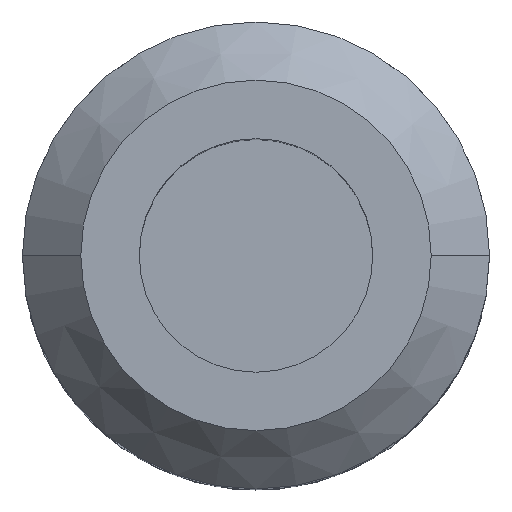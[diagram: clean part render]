
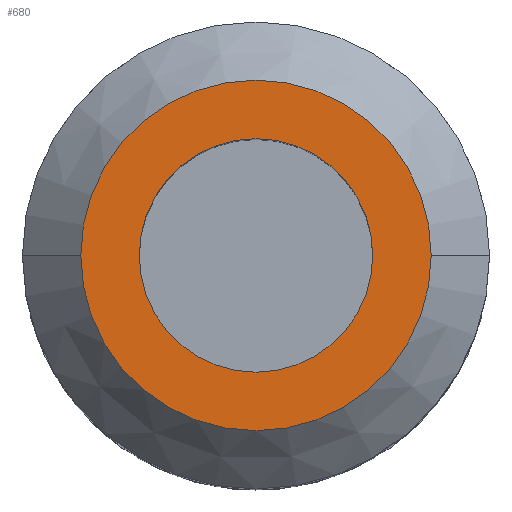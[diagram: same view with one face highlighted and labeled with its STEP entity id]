
A CAD part, top view. The second image highlights one B-rep face of the part: STEP entity #680.
In plain terms, the highlighted planar face has unit normal (0, 0, 1).
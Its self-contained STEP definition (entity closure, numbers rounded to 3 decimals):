
#35 = ORIENTED_EDGE ( 'NONE', *, *, #348, .T. ) ;
#148 = CARTESIAN_POINT ( 'NONE',  ( -23.825, 0., 116.84 ) ) ;
#160 = EDGE_CURVE ( 'NONE', #295, #986, #1085, .T. ) ;
#165 = EDGE_LOOP ( 'NONE', ( #1410, #1399 ) ) ;
#194 = AXIS2_PLACEMENT_3D ( 'NONE', #498, #752, #865 ) ;
#219 = CARTESIAN_POINT ( 'NONE',  ( 0., 23.825, 116.84 ) ) ;
#291 = AXIS2_PLACEMENT_3D ( 'NONE', #219, #880, #1436 ) ;
#295 = VERTEX_POINT ( 'NONE', #523 ) ;
#348 = EDGE_CURVE ( 'NONE', #986, #295, #1441, .T. ) ;
#498 = CARTESIAN_POINT ( 'NONE',  ( 0., 0., 116.84 ) ) ;
#515 = VERTEX_POINT ( 'NONE', #968 ) ;
#522 = AXIS2_PLACEMENT_3D ( 'NONE', #541, #1380, #679 ) ;
#523 = CARTESIAN_POINT ( 'NONE',  ( 23.825, 0., 116.84 ) ) ;
#541 = CARTESIAN_POINT ( 'NONE',  ( 0., 0., 116.84 ) ) ;
#591 = PLANE ( 'NONE',  #291 ) ;
#671 = CIRCLE ( 'NONE', #1340, 15.875 ) ;
#679 = DIRECTION ( 'NONE',  ( 1., 0., 0. ) ) ;
#680 = ADVANCED_FACE ( 'NONE', ( #1303, #1064 ), #591, .F. ) ;
#752 = DIRECTION ( 'NONE',  ( 0., 0., 1. ) ) ;
#826 = EDGE_CURVE ( 'NONE', #1517, #515, #671, .T. ) ;
#865 = DIRECTION ( 'NONE',  ( 1., 0., 0. ) ) ;
#880 = DIRECTION ( 'NONE',  ( 0., 0., -1. ) ) ;
#968 = CARTESIAN_POINT ( 'NONE',  ( 15.875, 0., 116.84 ) ) ;
#986 = VERTEX_POINT ( 'NONE', #148 ) ;
#1056 = AXIS2_PLACEMENT_3D ( 'NONE', #1262, #1202, #1194 ) ;
#1064 = FACE_OUTER_BOUND ( 'NONE', #1329, .T. ) ;
#1085 = CIRCLE ( 'NONE', #194, 23.825 ) ;
#1146 = EDGE_CURVE ( 'NONE', #515, #1517, #1387, .T. ) ;
#1194 = DIRECTION ( 'NONE',  ( -1., 0., 0. ) ) ;
#1202 = DIRECTION ( 'NONE',  ( 0., 0., -1. ) ) ;
#1262 = CARTESIAN_POINT ( 'NONE',  ( 0., 0., 116.84 ) ) ;
#1286 = DIRECTION ( 'NONE',  ( -1., 0., 0. ) ) ;
#1303 = FACE_BOUND ( 'NONE', #165, .T. ) ;
#1329 = EDGE_LOOP ( 'NONE', ( #35, #1457 ) ) ;
#1340 = AXIS2_PLACEMENT_3D ( 'NONE', #1353, #1347, #1286 ) ;
#1347 = DIRECTION ( 'NONE',  ( 0., 0., -1. ) ) ;
#1353 = CARTESIAN_POINT ( 'NONE',  ( 0., 0., 116.84 ) ) ;
#1380 = DIRECTION ( 'NONE',  ( 0., 0., 1. ) ) ;
#1387 = CIRCLE ( 'NONE', #1056, 15.875 ) ;
#1399 = ORIENTED_EDGE ( 'NONE', *, *, #1146, .T. ) ;
#1410 = ORIENTED_EDGE ( 'NONE', *, *, #826, .T. ) ;
#1436 = DIRECTION ( 'NONE',  ( -1., 0., 0. ) ) ;
#1441 = CIRCLE ( 'NONE', #522, 23.825 ) ;
#1457 = ORIENTED_EDGE ( 'NONE', *, *, #160, .T. ) ;
#1517 = VERTEX_POINT ( 'NONE', #1553 ) ;
#1553 = CARTESIAN_POINT ( 'NONE',  ( -15.875, 0., 116.84 ) ) ;
